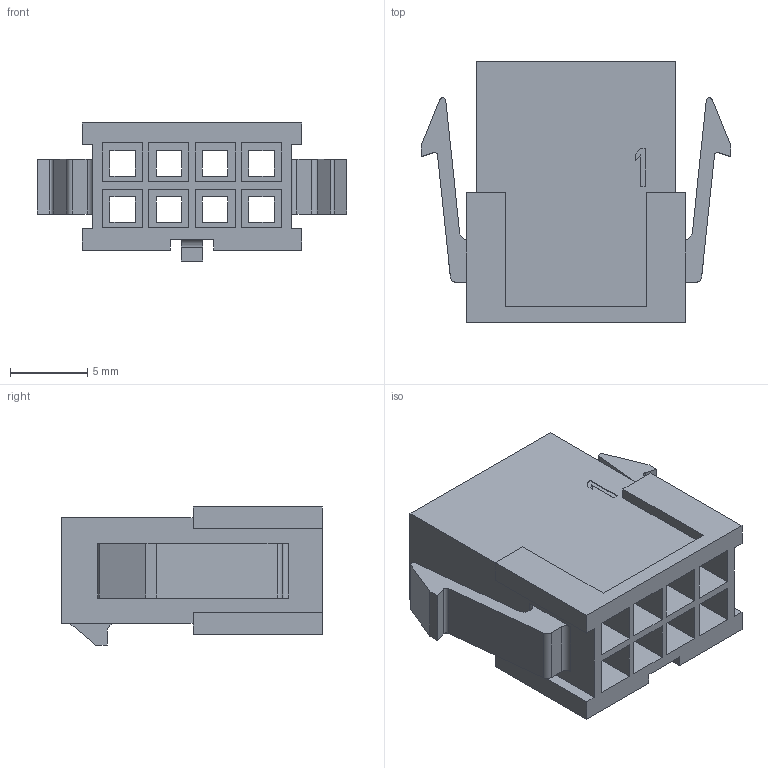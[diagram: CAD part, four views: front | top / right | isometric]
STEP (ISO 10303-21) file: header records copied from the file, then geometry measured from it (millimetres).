
FILE_DESCRIPTION((''),'2;1');
FILE_NAME('430200800','2020-04-30T',('gga'),(''),'PRO/ENGINEER BY PARAMETRIC TECHNOLOGY CORPORATION, 2016010','PRO/ENGINEER BY PARAMETRIC TECHNOLOGY CORPORATION, 2016010','');
FILE_SCHEMA(('CONFIG_CONTROL_DESIGN'));
Length unit declared in the file: millimetre
Products named in the file (1): 430200800
Bounding box: 20.08 x 16.89 x 8.95 mm (x, y, z)
Volume: 932.9 mm3; surface area: 2401.7 mm2
Topology: 1 solids, 1 shells, 189 faces, 501 edges, 334 vertices
Faces by surface type: plane 178, cylinder 11
Entity records: 5831 total; most frequent: CARTESIAN_POINT 1025, ORIENTED_EDGE 1002, DIRECTION 903, EDGE_CURVE 501, VECTOR 479, LINE 479, VERTEX_POINT 334, EDGE_LOOP 225
